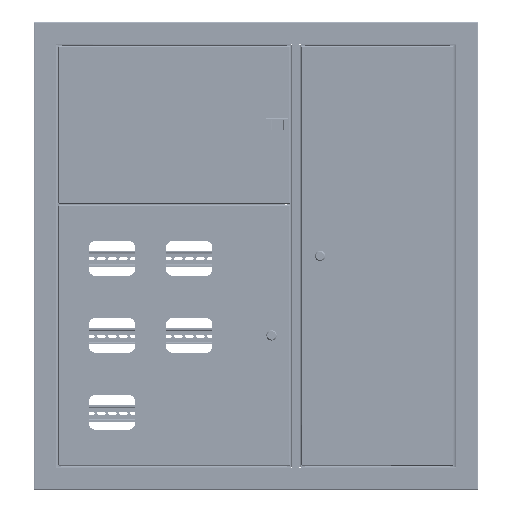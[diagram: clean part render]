
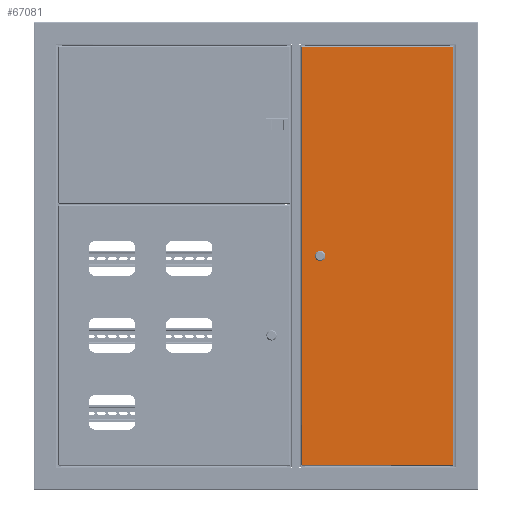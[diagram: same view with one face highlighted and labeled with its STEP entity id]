
A CAD part, top view. The second image highlights one B-rep face of the part: STEP entity #67081.
In plain terms, the highlighted planar face has unit normal (0, 0, 1).
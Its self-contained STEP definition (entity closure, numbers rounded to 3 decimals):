
#395 = ORIENTED_EDGE ( 'NONE', *, *, #70679, .F. ) ;
#1562 = ORIENTED_EDGE ( 'NONE', *, *, #19978, .T. ) ;
#3069 = DIRECTION ( 'NONE',  ( -1., 0., 0. ) ) ;
#3170 = CARTESIAN_POINT ( 'NONE',  ( 1.7, 1.7, 0. ) ) ;
#3816 = VERTEX_POINT ( 'NONE', #55891 ) ;
#7689 = DIRECTION ( 'NONE',  ( -1., 0., 0. ) ) ;
#7765 = ORIENTED_EDGE ( 'NONE', *, *, #33311, .T. ) ;
#8416 = FACE_BOUND ( 'NONE', #23097, .T. ) ;
#8564 = DIRECTION ( 'NONE',  ( 1., 0., 0. ) ) ;
#9045 = LINE ( 'NONE', #65828, #33576 ) ;
#9877 = CARTESIAN_POINT ( 'NONE',  ( 448.2, 40., 0. ) ) ;
#11506 = DIRECTION ( 'NONE',  ( 0., 0., 1. ) ) ;
#13457 = CARTESIAN_POINT ( 'NONE',  ( 451.849, 31.5, 0. ) ) ;
#13954 = CARTESIAN_POINT ( 'NONE',  ( 451.849, 31.5, 0. ) ) ;
#15497 = VERTEX_POINT ( 'NONE', #21108 ) ;
#17448 = VERTEX_POINT ( 'NONE', #33069 ) ;
#17880 = DIRECTION ( 'NONE',  ( 1., 0., 0. ) ) ;
#18994 = VECTOR ( 'NONE', #45837, 1000. ) ;
#19978 = EDGE_CURVE ( 'NONE', #42111, #31487, #54655, .T. ) ;
#21108 = CARTESIAN_POINT ( 'NONE',  ( 451.849, 48.5, 0. ) ) ;
#21194 = AXIS2_PLACEMENT_3D ( 'NONE', #28165, #22501, #33429 ) ;
#22501 = DIRECTION ( 'NONE',  ( 0., 0., 1. ) ) ;
#22537 = LINE ( 'NONE', #40216, #18994 ) ;
#23097 = EDGE_LOOP ( 'NONE', ( #34774, #59754, #395, #61798, #32348 ) ) ;
#24590 = DIRECTION ( 'NONE',  ( 0., 0., -1. ) ) ;
#26057 = PLANE ( 'NONE',  #52164 ) ;
#28165 = CARTESIAN_POINT ( 'NONE',  ( 448.2, 40., 0. ) ) ;
#28270 = VECTOR ( 'NONE', #43728, 1000. ) ;
#28296 = EDGE_CURVE ( 'NONE', #3816, #52640, #37139, .T. ) ;
#29938 = EDGE_LOOP ( 'NONE', ( #1562, #69842, #71257, #7765 ) ) ;
#31487 = VERTEX_POINT ( 'NONE', #72317 ) ;
#31944 = CIRCLE ( 'NONE', #74013, 9.25 ) ;
#32348 = ORIENTED_EDGE ( 'NONE', *, *, #65492, .F. ) ;
#32803 = DIRECTION ( 'NONE',  ( 0., 0., 1. ) ) ;
#33069 = CARTESIAN_POINT ( 'NONE',  ( 457.45, 40., 0. ) ) ;
#33311 = EDGE_CURVE ( 'NONE', #62712, #42111, #22537, .T. ) ;
#33429 = DIRECTION ( 'NONE',  ( 1., 0., 0. ) ) ;
#33576 = VECTOR ( 'NONE', #3069, 1000. ) ;
#34258 = CIRCLE ( 'NONE', #54713, 9.25 ) ;
#34774 = ORIENTED_EDGE ( 'NONE', *, *, #73679, .F. ) ;
#35305 = DIRECTION ( 'NONE',  ( -1., 0., 0. ) ) ;
#37139 = LINE ( 'NONE', #13457, #71230 ) ;
#40216 = CARTESIAN_POINT ( 'NONE',  ( 1.7, 324.293, 0. ) ) ;
#41315 = LINE ( 'NONE', #58243, #58869 ) ;
#42111 = VERTEX_POINT ( 'NONE', #53646 ) ;
#43728 = DIRECTION ( 'NONE',  ( 1., 0., 0. ) ) ;
#45837 = DIRECTION ( 'NONE',  ( 0., -1., 0. ) ) ;
#48604 = DIRECTION ( 'NONE',  ( 0., 1., 0. ) ) ;
#48770 = VECTOR ( 'NONE', #48604, 1000. ) ;
#48997 = CARTESIAN_POINT ( 'NONE',  ( 1.7, 324., 0. ) ) ;
#52164 = AXIS2_PLACEMENT_3D ( 'NONE', #60300, #24590, #7689 ) ;
#52640 = VERTEX_POINT ( 'NONE', #13954 ) ;
#53183 = FACE_OUTER_BOUND ( 'NONE', #29938, .T. ) ;
#53646 = CARTESIAN_POINT ( 'NONE',  ( 1.7, 1.7, 0. ) ) ;
#53799 = CARTESIAN_POINT ( 'NONE',  ( 894.7, 324., 0. ) ) ;
#54264 = CARTESIAN_POINT ( 'NONE',  ( 894.7, 0., 0. ) ) ;
#54655 = LINE ( 'NONE', #3170, #28270 ) ;
#54713 = AXIS2_PLACEMENT_3D ( 'NONE', #69408, #11506, #17880 ) ;
#55891 = CARTESIAN_POINT ( 'NONE',  ( 444.551, 31.5, 0. ) ) ;
#58243 = CARTESIAN_POINT ( 'NONE',  ( 451.849, 48.5, 0. ) ) ;
#58869 = VECTOR ( 'NONE', #35305, 1000. ) ;
#59754 = ORIENTED_EDGE ( 'NONE', *, *, #66168, .F. ) ;
#60300 = CARTESIAN_POINT ( 'NONE',  ( 0., 325.7, 0. ) ) ;
#61798 = ORIENTED_EDGE ( 'NONE', *, *, #28296, .F. ) ;
#62712 = VERTEX_POINT ( 'NONE', #48997 ) ;
#65492 = EDGE_CURVE ( 'NONE', #66972, #3816, #34258, .T. ) ;
#65828 = CARTESIAN_POINT ( 'NONE',  ( 894.993, 324., 0. ) ) ;
#66168 = EDGE_CURVE ( 'NONE', #17448, #15497, #31944, .T. ) ;
#66853 = CIRCLE ( 'NONE', #21194, 9.25 ) ;
#66972 = VERTEX_POINT ( 'NONE', #70105 ) ;
#67081 = ADVANCED_FACE ( 'NONE', ( #8416, #53183 ), #26057, .F. ) ;
#67763 = DIRECTION ( 'NONE',  ( 1., 0., 0. ) ) ;
#69408 = CARTESIAN_POINT ( 'NONE',  ( 448.2, 40., 0. ) ) ;
#69842 = ORIENTED_EDGE ( 'NONE', *, *, #70111, .T. ) ;
#70105 = CARTESIAN_POINT ( 'NONE',  ( 444.551, 48.5, 0. ) ) ;
#70111 = EDGE_CURVE ( 'NONE', #31487, #72161, #71199, .T. ) ;
#70679 = EDGE_CURVE ( 'NONE', #52640, #17448, #66853, .T. ) ;
#71199 = LINE ( 'NONE', #54264, #48770 ) ;
#71230 = VECTOR ( 'NONE', #8564, 1000. ) ;
#71257 = ORIENTED_EDGE ( 'NONE', *, *, #73379, .T. ) ;
#72161 = VERTEX_POINT ( 'NONE', #53799 ) ;
#72317 = CARTESIAN_POINT ( 'NONE',  ( 894.7, 1.7, 0. ) ) ;
#73379 = EDGE_CURVE ( 'NONE', #72161, #62712, #9045, .T. ) ;
#73679 = EDGE_CURVE ( 'NONE', #15497, #66972, #41315, .T. ) ;
#74013 = AXIS2_PLACEMENT_3D ( 'NONE', #9877, #32803, #67763 ) ;
